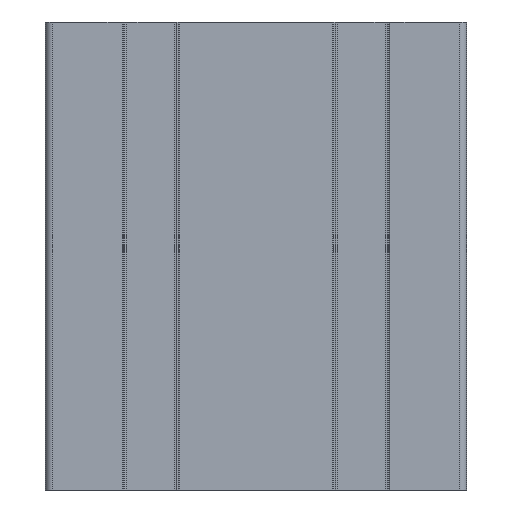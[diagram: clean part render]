
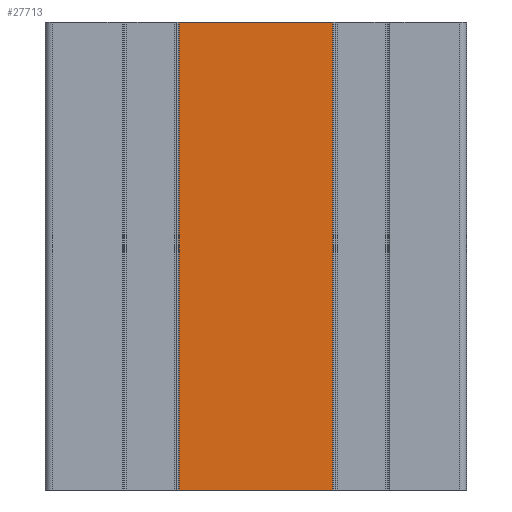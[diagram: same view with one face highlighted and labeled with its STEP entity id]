
A CAD part, left-side view. The second image highlights one B-rep face of the part: STEP entity #27713.
In plain terms, the highlighted planar face has unit normal (-1, 0, 0).
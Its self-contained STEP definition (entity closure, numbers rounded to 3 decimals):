
#907 = EDGE_CURVE ( 'NONE', #18924, #13709, #23348, .T. ) ;
#1585 = CARTESIAN_POINT ( 'NONE',  ( 2004.997, 608.986, 0. ) ) ;
#2562 = CARTESIAN_POINT ( 'NONE',  ( 2004.997, 641.786, 100. ) ) ;
#3806 = DIRECTION ( 'NONE',  ( 0., 0., -1. ) ) ;
#5016 = EDGE_LOOP ( 'NONE', ( #24109, #23310, #15409, #28556 ) ) ;
#5205 = CARTESIAN_POINT ( 'NONE',  ( 2004.997, 608.986, 100. ) ) ;
#7016 = EDGE_CURVE ( 'NONE', #18924, #22365, #15510, .T. ) ;
#8104 = PLANE ( 'NONE',  #10882 ) ;
#8902 = VECTOR ( 'NONE', #27177, 1000. ) ;
#9150 = VERTEX_POINT ( 'NONE', #1585 ) ;
#10882 = AXIS2_PLACEMENT_3D ( 'NONE', #23566, #17037, #3806 ) ;
#13046 = CARTESIAN_POINT ( 'NONE',  ( 2004.997, 608.986, 0. ) ) ;
#13146 = DIRECTION ( 'NONE',  ( 0., -1., 0. ) ) ;
#13556 = DIRECTION ( 'NONE',  ( 0., 0., -1. ) ) ;
#13709 = VERTEX_POINT ( 'NONE', #17425 ) ;
#13783 = LINE ( 'NONE', #28586, #24802 ) ;
#15409 = ORIENTED_EDGE ( 'NONE', *, *, #7016, .F. ) ;
#15437 = VECTOR ( 'NONE', #13556, 1000. ) ;
#15510 = LINE ( 'NONE', #5205, #8902 ) ;
#17037 = DIRECTION ( 'NONE',  ( 1., 0., 0. ) ) ;
#17425 = CARTESIAN_POINT ( 'NONE',  ( 2004.997, 641.786, 0. ) ) ;
#18924 = VERTEX_POINT ( 'NONE', #24758 ) ;
#19782 = EDGE_CURVE ( 'NONE', #22365, #9150, #13783, .T. ) ;
#22112 = VECTOR ( 'NONE', #13146, 1000. ) ;
#22210 = CARTESIAN_POINT ( 'NONE',  ( 2004.997, 608.986, 100. ) ) ;
#22365 = VERTEX_POINT ( 'NONE', #22210 ) ;
#23310 = ORIENTED_EDGE ( 'NONE', *, *, #19782, .F. ) ;
#23348 = LINE ( 'NONE', #2562, #15437 ) ;
#23566 = CARTESIAN_POINT ( 'NONE',  ( 2004.997, 608.986, 100. ) ) ;
#24109 = ORIENTED_EDGE ( 'NONE', *, *, #28392, .T. ) ;
#24758 = CARTESIAN_POINT ( 'NONE',  ( 2004.997, 641.786, 100. ) ) ;
#24802 = VECTOR ( 'NONE', #26341, 1000. ) ;
#26341 = DIRECTION ( 'NONE',  ( 0., 0., -1. ) ) ;
#27177 = DIRECTION ( 'NONE',  ( 0., -1., 0. ) ) ;
#27713 = ADVANCED_FACE ( 'NONE', ( #28341 ), #8104, .F. ) ;
#27956 = LINE ( 'NONE', #13046, #22112 ) ;
#28341 = FACE_OUTER_BOUND ( 'NONE', #5016, .T. ) ;
#28392 = EDGE_CURVE ( 'NONE', #13709, #9150, #27956, .T. ) ;
#28556 = ORIENTED_EDGE ( 'NONE', *, *, #907, .T. ) ;
#28586 = CARTESIAN_POINT ( 'NONE',  ( 2004.997, 608.986, 100. ) ) ;
